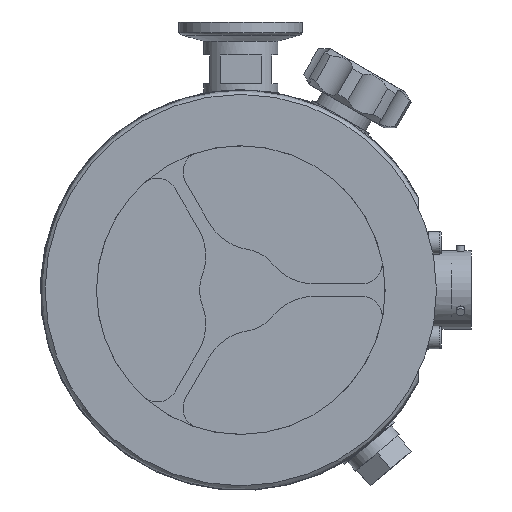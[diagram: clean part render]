
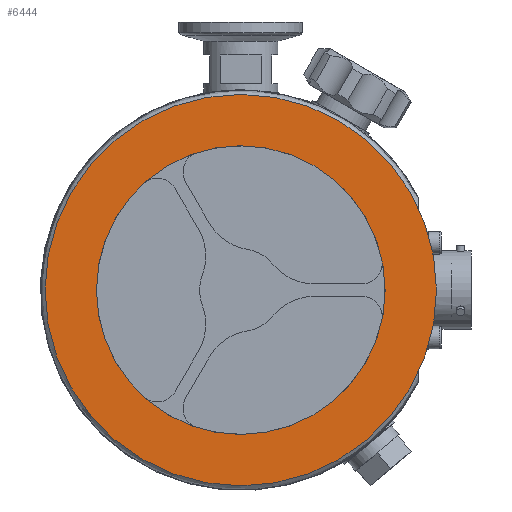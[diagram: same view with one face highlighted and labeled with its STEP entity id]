
A CAD part, front view. The second image highlights one B-rep face of the part: STEP entity #6444.
In plain terms, the highlighted planar face has unit normal (0, -1, 0).
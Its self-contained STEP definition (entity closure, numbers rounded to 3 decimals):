
#5818=CARTESIAN_POINT('',(23.725,-70.5,41.093));
#5819=VERTEX_POINT('',#5818);
#5820=CARTESIAN_POINT('',(0.,-70.5,0.));
#5821=DIRECTION('',(0.,-1.0,0.));
#5822=DIRECTION('',(0.5,0.,0.866));
#5823=AXIS2_PLACEMENT_3D('',#5820,#5821,#5822);
#5824=CIRCLE('',#5823,47.45);
#5825=EDGE_CURVE('',#5819,#5819,#5824,.T.);
#6425=CARTESIAN_POINT('',(12.125,-70.5,21.001));
#6426=DIRECTION('',(0.0,-1.0,0.0));
#6427=DIRECTION('',(-0.866,0.0,0.5));
#6428=AXIS2_PLACEMENT_3D('',#6425,#6426,#6427);
#6429=PLANE('',#6428);
#6430=ORIENTED_EDGE('',*,*,#5825,.T.);
#6431=EDGE_LOOP('',(#6430));
#6432=FACE_OUTER_BOUND('',#6431,.T.);
#6433=CARTESIAN_POINT('',(17.5,-70.5,30.311));
#6434=VERTEX_POINT('',#6433);
#6435=CARTESIAN_POINT('',(0.,-70.5,0.));
#6436=DIRECTION('',(0.,1.,0.));
#6437=DIRECTION('',(0.5,0.,0.866));
#6438=AXIS2_PLACEMENT_3D('',#6435,#6436,#6437);
#6439=CIRCLE('',#6438,35.);
#6440=EDGE_CURVE('',#6434,#6434,#6439,.T.);
#6441=ORIENTED_EDGE('',*,*,#6440,.T.);
#6442=EDGE_LOOP('',(#6441));
#6443=FACE_BOUND('',#6442,.T.);
#6444=ADVANCED_FACE('',(#6432,#6443),#6429,.T.);
